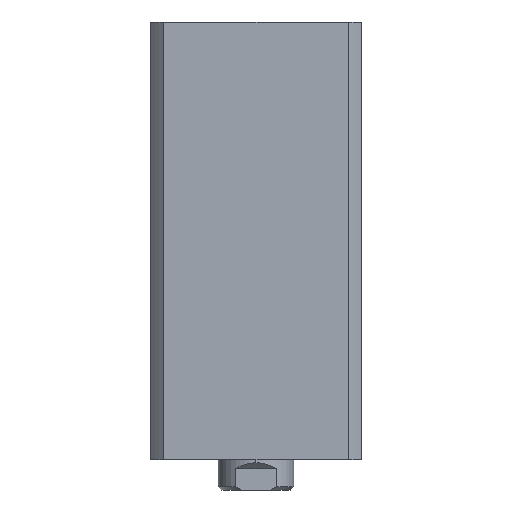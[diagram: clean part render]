
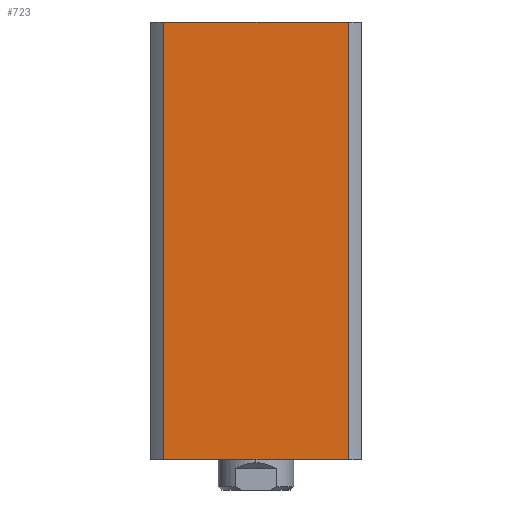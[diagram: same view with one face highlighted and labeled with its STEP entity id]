
A CAD part, left-side view. The second image highlights one B-rep face of the part: STEP entity #723.
In plain terms, the highlighted planar face has unit normal (-1, 0, 0).
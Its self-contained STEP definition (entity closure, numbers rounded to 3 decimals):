
#153 = EDGE_LOOP ( 'NONE', ( #1111, #1097, #1099, #1268 ) ) ;
#393 = FACE_OUTER_BOUND ( 'NONE', #153, .T. ) ;
#723 = ADVANCED_FACE ( 'NONE', ( #393 ), #2741, .F. ) ;
#757 = DIRECTION ( 'NONE',  ( 0., 0., -1. ) ) ;
#762 = DIRECTION ( 'NONE',  ( 1., 0., 0. ) ) ;
#794 = VERTEX_POINT ( 'NONE', #2871 ) ;
#818 = VERTEX_POINT ( 'NONE', #2894 ) ;
#896 = VERTEX_POINT ( 'NONE', #2934 ) ;
#1075 = VERTEX_POINT ( 'NONE', #3003 ) ;
#1097 = ORIENTED_EDGE ( 'NONE', *, *, #2546, .F. ) ;
#1099 = ORIENTED_EDGE ( 'NONE', *, *, #2547, .F. ) ;
#1111 = ORIENTED_EDGE ( 'NONE', *, *, #2545, .T. ) ;
#1268 = ORIENTED_EDGE ( 'NONE', *, *, #2543, .T. ) ;
#1619 = DIRECTION ( 'NONE',  ( 0., 0., -1. ) ) ;
#1625 = CARTESIAN_POINT ( 'NONE',  ( -35., 30.615, 145. ) ) ;
#1628 = DIRECTION ( 'NONE',  ( 0., -1., 0. ) ) ;
#1632 = CARTESIAN_POINT ( 'NONE',  ( -35., 0., 0. ) ) ;
#1634 = CARTESIAN_POINT ( 'NONE',  ( -35., 0., 145. ) ) ;
#1638 = CARTESIAN_POINT ( 'NONE',  ( -35., -30.615, 145. ) ) ;
#1640 = DIRECTION ( 'NONE',  ( 0., 0., -1. ) ) ;
#1641 = DIRECTION ( 'NONE',  ( 0., -1., 0. ) ) ;
#2068 = LINE ( 'NONE', #1625, #2070 ) ;
#2069 = LINE ( 'NONE', #1634, #2077 ) ;
#2070 = VECTOR ( 'NONE', #1619, 1000. ) ;
#2071 = LINE ( 'NONE', #1632, #2073 ) ;
#2072 = LINE ( 'NONE', #1638, #2075 ) ;
#2073 = VECTOR ( 'NONE', #1628, 1000. ) ;
#2075 = VECTOR ( 'NONE', #1640, 1000. ) ;
#2077 = VECTOR ( 'NONE', #1641, 1000. ) ;
#2543 = EDGE_CURVE ( 'NONE', #794, #818, #2068, .T. ) ;
#2545 = EDGE_CURVE ( 'NONE', #818, #1075, #2071, .T. ) ;
#2546 = EDGE_CURVE ( 'NONE', #896, #1075, #2072, .T. ) ;
#2547 = EDGE_CURVE ( 'NONE', #794, #896, #2069, .T. ) ;
#2741 = PLANE ( 'NONE',  #3358 ) ;
#2745 = CARTESIAN_POINT ( 'NONE',  ( -35., 0., 145. ) ) ;
#2871 = CARTESIAN_POINT ( 'NONE',  ( -35., 30.615, 145. ) ) ;
#2894 = CARTESIAN_POINT ( 'NONE',  ( -35., 30.615, 0. ) ) ;
#2934 = CARTESIAN_POINT ( 'NONE',  ( -35., -30.615, 145. ) ) ;
#3003 = CARTESIAN_POINT ( 'NONE',  ( -35., -30.615, 0. ) ) ;
#3358 = AXIS2_PLACEMENT_3D ( 'NONE', #2745, #762, #757 ) ;
